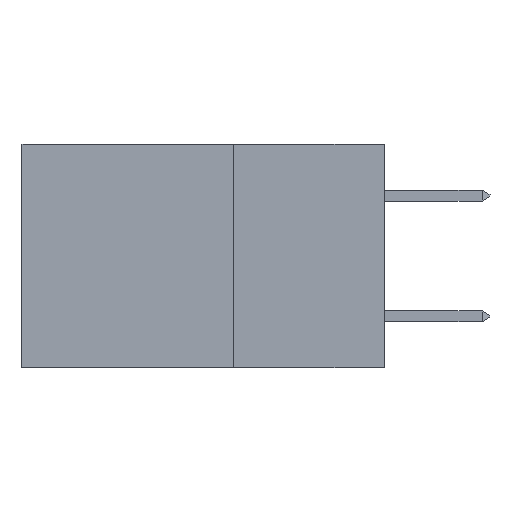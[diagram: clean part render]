
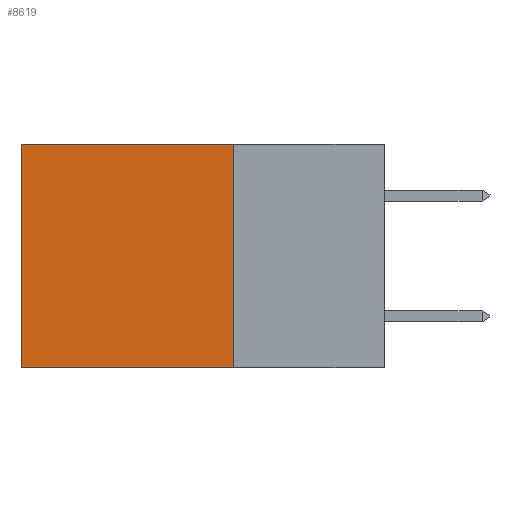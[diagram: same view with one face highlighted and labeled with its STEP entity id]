
A CAD part, left-side view. The second image highlights one B-rep face of the part: STEP entity #8619.
In plain terms, the highlighted planar face has unit normal (-1, 0, 0).
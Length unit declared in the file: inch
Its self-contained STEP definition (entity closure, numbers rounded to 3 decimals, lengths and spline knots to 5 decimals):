
#559 = CARTESIAN_POINT ( 'NONE',  ( 0.2875, 0.6, -0.37 ) ) ;
#615 = VECTOR ( 'NONE', #3243, 39.37008 ) ;
#650 = DIRECTION ( 'NONE',  ( 1., 0., 0. ) ) ;
#1252 = EDGE_LOOP ( 'NONE', ( #1446, #12249, #11494, #7663 ) ) ;
#1446 = ORIENTED_EDGE ( 'NONE', *, *, #7081, .T. ) ;
#1695 = CARTESIAN_POINT ( 'NONE',  ( 0.2875, 0.25, 0. ) ) ;
#2113 = VERTEX_POINT ( 'NONE', #559 ) ;
#2481 = VERTEX_POINT ( 'NONE', #3542 ) ;
#2956 = CARTESIAN_POINT ( 'NONE',  ( 0.2875, 0.25, 0. ) ) ;
#3098 = VERTEX_POINT ( 'NONE', #12543 ) ;
#3120 = AXIS2_PLACEMENT_3D ( 'NONE', #1695, #650, #8085 ) ;
#3237 = VECTOR ( 'NONE', #10791, 39.37008 ) ;
#3243 = DIRECTION ( 'NONE',  ( 0., 0., -1. ) ) ;
#3286 = EDGE_CURVE ( 'NONE', #3098, #5107, #6089, .T. ) ;
#3331 = CARTESIAN_POINT ( 'NONE',  ( 0.2875, 0.25, -0.37 ) ) ;
#3542 = CARTESIAN_POINT ( 'NONE',  ( 0.2875, 0.6, 0. ) ) ;
#5107 = VERTEX_POINT ( 'NONE', #3331 ) ;
#6089 = LINE ( 'NONE', #7647, #3237 ) ;
#6183 = CARTESIAN_POINT ( 'NONE',  ( 0.2875, 0.25, -0.37 ) ) ;
#6237 = LINE ( 'NONE', #2956, #8649 ) ;
#6633 = VECTOR ( 'NONE', #7218, 39.37008 ) ;
#6635 = LINE ( 'NONE', #9556, #615 ) ;
#7055 = PLANE ( 'NONE',  #3120 ) ;
#7081 = EDGE_CURVE ( 'NONE', #2481, #2113, #6635, .T. ) ;
#7218 = DIRECTION ( 'NONE',  ( 0., 1., 0. ) ) ;
#7530 = EDGE_CURVE ( 'NONE', #3098, #2481, #6237, .T. ) ;
#7647 = CARTESIAN_POINT ( 'NONE',  ( 0.2875, 0.25, 0. ) ) ;
#7663 = ORIENTED_EDGE ( 'NONE', *, *, #7530, .T. ) ;
#8085 = DIRECTION ( 'NONE',  ( 0., 0., -1. ) ) ;
#8619 = ADVANCED_FACE ( 'NONE', ( #10847 ), #7055, .F. ) ;
#8649 = VECTOR ( 'NONE', #13338, 39.37008 ) ;
#9381 = LINE ( 'NONE', #6183, #6633 ) ;
#9556 = CARTESIAN_POINT ( 'NONE',  ( 0.2875, 0.6, 0. ) ) ;
#10791 = DIRECTION ( 'NONE',  ( 0., 0., -1. ) ) ;
#10847 = FACE_OUTER_BOUND ( 'NONE', #1252, .T. ) ;
#10920 = EDGE_CURVE ( 'NONE', #5107, #2113, #9381, .T. ) ;
#11494 = ORIENTED_EDGE ( 'NONE', *, *, #3286, .F. ) ;
#12249 = ORIENTED_EDGE ( 'NONE', *, *, #10920, .F. ) ;
#12543 = CARTESIAN_POINT ( 'NONE',  ( 0.2875, 0.25, 0. ) ) ;
#13338 = DIRECTION ( 'NONE',  ( 0., 1., 0. ) ) ;
